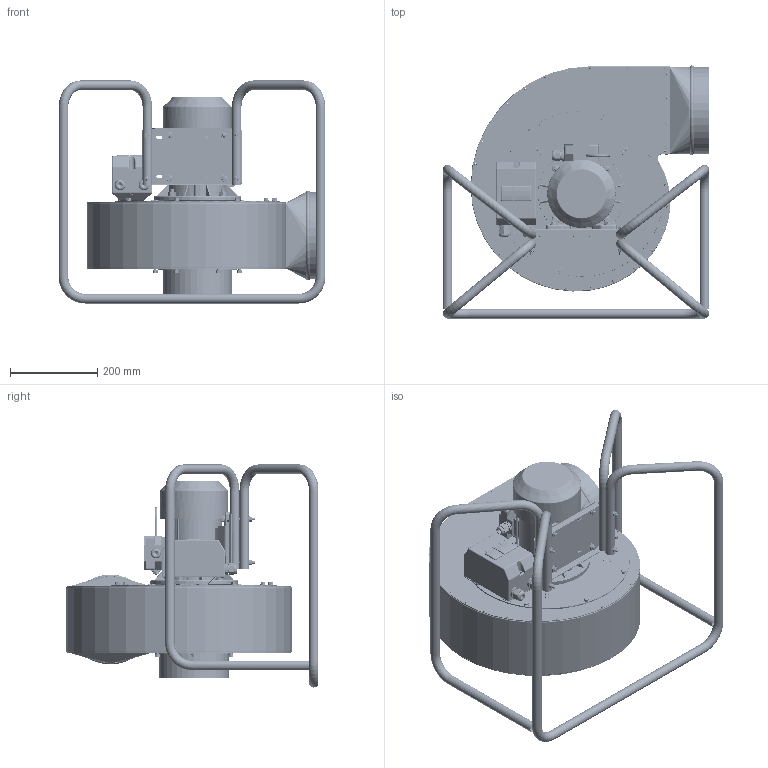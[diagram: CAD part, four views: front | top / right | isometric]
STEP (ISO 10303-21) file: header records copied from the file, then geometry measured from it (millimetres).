
FILE_DESCRIPTION(/* description */ ('805W15; 805W16 WPA-7-P-N'),/* implementation_level */ '2;1');
FILE_NAME(/* name */ '805W15; 805W16 WPA-7-P-N.stp',/* time_stamp */ '2022-05-10T14:16:22+02:00',/* author */ ('a.korpacki'),/* organization */ ('KLIMAWENT S.A.'),/* preprocessor_version */ 'ST-DEVELOPER v18.1',/* originating_system */ 'Autodesk Inventor 2021',/* authorisation */ '');
FILE_SCHEMA (('AUTOMOTIVE_DESIGN { 1 0 10303 214 3 1 1 }'));
Length unit declared in the file: millimetre
Bounding box: 612 x 580.75 x 512 mm (x, y, z)
Volume: 5925293.9 mm3; surface area: 3151259.1 mm2
Topology: 21 solids, 21 shells, 6981 faces, 17347 edges, 11099 vertices
Faces by surface type: plane 3421, cylinder 1512, bspline 1184, cone 485, torus 346, sphere 33
Full cylindrical faces by diameter (mm): 2 x106, 3 x28, 3.2 x73, 3.4 x34, 3.5 x38, 4 x11, 4.3 x8, 4.8 x3, 5 x2, 5.5 x2, 6 x59, 6.2 x6, 6.3 x1, 6.4 x4, 6.5 x89, 6.875 x2, 7.92 x14, 8 x23, 8.4 x8, 8.88 x25, 9 x10, 10 x8, 10.1 x2, 11 x4, 11.63 x4, 12 x9, 12.5 x2, 14.63 x4, 16 x8, 17 x1
Entity records: 233769 total; most frequent: CARTESIAN_POINT 66354, ORIENTED_EDGE 34614, DIRECTION 30788, EDGE_CURVE 17307, VERTEX_POINT 11099, AXIS2_PLACEMENT_3D 11091, LINE 8606, VECTOR 8606
